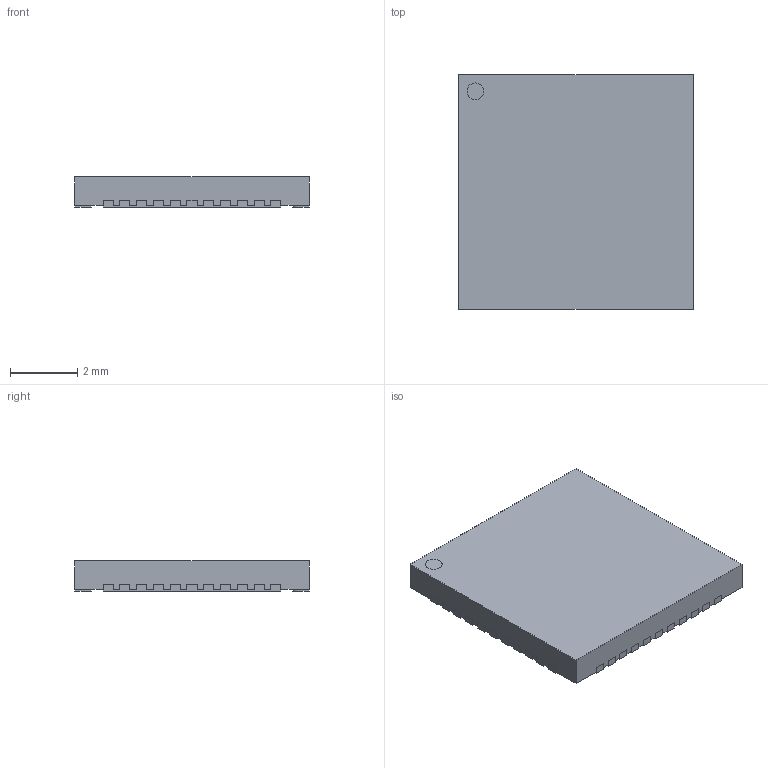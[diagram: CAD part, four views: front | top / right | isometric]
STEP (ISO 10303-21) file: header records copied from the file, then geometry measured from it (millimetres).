
FILE_DESCRIPTION(/* description */ (''),/* implementation_level */ '2;1');
FILE_NAME(/* name */ 'QFN50P700X700X90-45N-S530.stp',/* time_stamp */ '2015-11-12T18:35:47+01:00',/* author */ ('bcivel'),/* organization */ (''),/* preprocessor_version */ 'ST-DEVELOPER v15.5',/* originating_system */ 'AutoCAD Mechanical',/* authorisation */ '');
FILE_SCHEMA (('AUTOMOTIVE_DESIGN { 1 0 10303 214 3 1 1 }'));
Length unit declared in the file: millimetre
Products named in the file (1): Product
Bounding box: 7 x 7 x 0.9 mm (x, y, z)
Volume: 43.4 mm3; surface area: 210.6 mm2
Topology: 47 solids, 47 shells, 457 faces, 1086 edges, 724 vertices
Faces by surface type: plane 367, cylinder 90
Full cylindrical faces by diameter (mm): 0.5 x2
Entity records: 13063 total; most frequent: CARTESIAN_POINT 2266, DIRECTION 2180, ORIENTED_EDGE 2168, EDGE_CURVE 1084, LINE 904, VECTOR 904, VERTEX_POINT 724, AXIS2_PLACEMENT_3D 638
